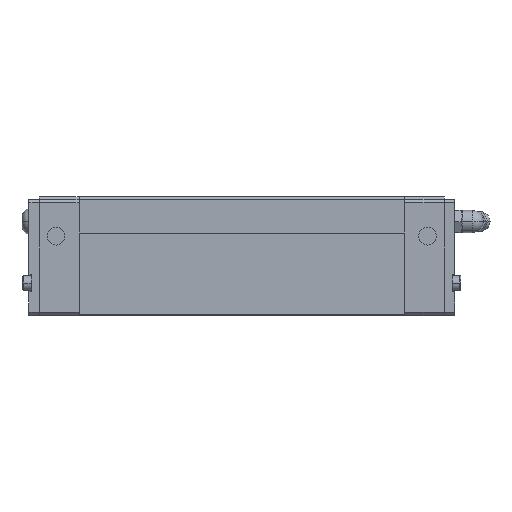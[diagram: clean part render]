
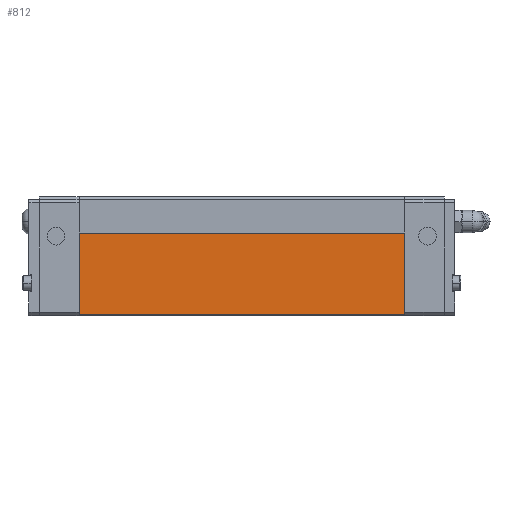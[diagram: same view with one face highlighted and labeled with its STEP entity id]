
A CAD part, left-side view. The second image highlights one B-rep face of the part: STEP entity #812.
In plain terms, the highlighted planar face has unit normal (-1, 0, 0).
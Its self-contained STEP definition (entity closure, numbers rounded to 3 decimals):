
#812=ADVANCED_FACE('',(#1672),#1673,.T.);
#1672=FACE_OUTER_BOUND('',#2563,.T.);
#1673=PLANE('',#2564);
#2563=EDGE_LOOP('',(#4998,#4999,#5000,#5001));
#2564=AXIS2_PLACEMENT_3D('',#5002,#5003,#5004);
#4998=ORIENTED_EDGE('',*,*,#6154,.F.);
#4999=ORIENTED_EDGE('',*,*,#6199,.F.);
#5000=ORIENTED_EDGE('',*,*,#6132,.F.);
#5001=ORIENTED_EDGE('',*,*,#6197,.T.);
#5002=CARTESIAN_POINT('',(-49.125,101.901,17.5));
#5003=DIRECTION('',(-1.0,0.0,0.0));
#5004=DIRECTION('',(0.0,0.0,1.0));
#6132=EDGE_CURVE('',#7564,#7566,#7567,.T.);
#6154=EDGE_CURVE('',#7594,#7596,#7597,.T.);
#6197=EDGE_CURVE('',#7564,#7596,#7654,.T.);
#6199=EDGE_CURVE('',#7566,#7594,#7656,.T.);
#7564=VERTEX_POINT('',#9962);
#7566=VERTEX_POINT('',#9965);
#7567=LINE('',#9966,#9967);
#7594=VERTEX_POINT('',#10007);
#7596=VERTEX_POINT('',#10010);
#7597=LINE('',#10011,#10012);
#7654=LINE('',#10096,#10097);
#7656=LINE('',#10099,#10100);
#9962=CARTESIAN_POINT('',(-49.125,24.001,52.5));
#9965=CARTESIAN_POINT('',(-49.125,24.001,13.625));
#9966=CARTESIAN_POINT('',(-49.125,24.001,29.5));
#9967=VECTOR('',#11088,1.0);
#10007=CARTESIAN_POINT('',(-49.125,179.801,13.625));
#10010=CARTESIAN_POINT('',(-49.125,179.801,52.5));
#10011=CARTESIAN_POINT('',(-49.125,179.801,29.5));
#10012=VECTOR('',#11103,1.0);
#10096=CARTESIAN_POINT('',(-49.125,101.901,52.5));
#10097=VECTOR('',#11143,1.0);
#10099=CARTESIAN_POINT('',(-49.125,140.851,13.625));
#10100=VECTOR('',#11144,1.0);
#11088=DIRECTION('',(-0.0,-0.0,-1.0));
#11103=DIRECTION('',(0.0,0.0,1.0));
#11143=DIRECTION('',(0.0,1.0,0.0));
#11144=DIRECTION('',(0.0,1.0,-0.0));
